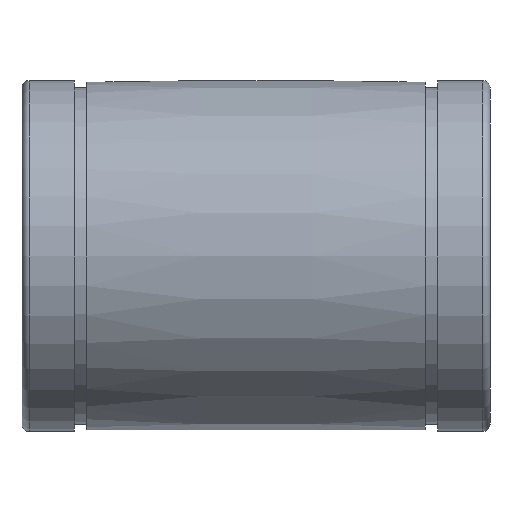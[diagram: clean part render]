
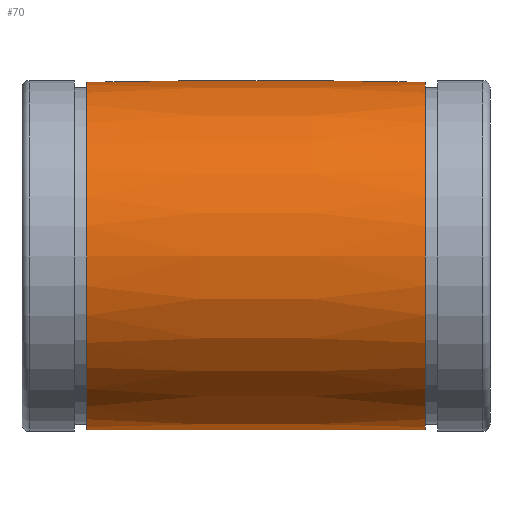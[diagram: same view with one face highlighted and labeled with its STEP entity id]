
A CAD part, front view. The second image highlights one B-rep face of the part: STEP entity #70.
In plain terms, the highlighted free-form (B-spline) face has degree [3, 3] with [4, 7] control points.
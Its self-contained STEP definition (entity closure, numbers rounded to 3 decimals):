
#70 = ADVANCED_FACE( '', ( #149, #150 ), #151, .T. );
#149 = FACE_OUTER_BOUND( '', #220, .T. );
#150 = FACE_OUTER_BOUND( '', #221, .T. );
#151 = ( BOUNDED_SURFACE(  )B_SPLINE_SURFACE( 3, 3, ( ( #224, #225, #226, #227, #228, #229, #230 ), ( #231, #232, #233, #234, #235, #236, #237 ), ( #238, #239, #240, #241, #242, #243, #244 ), ( #245, #246, #247, #248, #249, #250, #251 ) ), .UNSPECIFIED., .F., .T., .F. )B_SPLINE_SURFACE_WITH_KNOTS( ( 4, 4 ), ( 4, 3, 4 ), ( 0., 6.283 ), ( -0.021, 0., 0.021 ), .UNSPECIFIED. )GEOMETRIC_REPRESENTATION_ITEM(  )RATIONAL_B_SPLINE_SURFACE( ( ( 1., 0.333, 0.333, 1., 0.333, 0.333, 1. ), ( 1., 0.333, 0.333, 1., 0.333, 0.333, 1. ), ( 1., 0.333, 0.333, 1., 0.333, 0.333, 1. ), ( 1., 0.333, 0.333, 1., 0.333, 0.333, 1. ) ) )REPRESENTATION_ITEM( '' )SURFACE(  ) );
#220 = EDGE_LOOP( '', ( #349 ) );
#221 = EDGE_LOOP( '', ( #350 ) );
#224 = CARTESIAN_POINT( '', ( 86.15, 0., -37.125 ) );
#225 = CARTESIAN_POINT( '', ( 86.15, 74.25, -37.125 ) );
#226 = CARTESIAN_POINT( '', ( 86.15, 74.25, 37.125 ) );
#227 = CARTESIAN_POINT( '', ( 86.15, 0., 37.125 ) );
#228 = CARTESIAN_POINT( '', ( 86.15, -74.25, 37.125 ) );
#229 = CARTESIAN_POINT( '', ( 86.15, -74.25, -37.125 ) );
#230 = CARTESIAN_POINT( '', ( 86.15, 0., -37.125 ) );
#231 = CARTESIAN_POINT( '', ( 62.052, 0., -37.625 ) );
#232 = CARTESIAN_POINT( '', ( 62.052, 75.25, -37.625 ) );
#233 = CARTESIAN_POINT( '', ( 62.052, 75.25, 37.625 ) );
#234 = CARTESIAN_POINT( '', ( 62.052, 0., 37.625 ) );
#235 = CARTESIAN_POINT( '', ( 62.052, -75.25, 37.625 ) );
#236 = CARTESIAN_POINT( '', ( 62.052, -75.25, -37.625 ) );
#237 = CARTESIAN_POINT( '', ( 62.052, 0., -37.625 ) );
#238 = CARTESIAN_POINT( '', ( 37.948, 0., -37.625 ) );
#239 = CARTESIAN_POINT( '', ( 37.948, 75.25, -37.625 ) );
#240 = CARTESIAN_POINT( '', ( 37.948, 75.25, 37.625 ) );
#241 = CARTESIAN_POINT( '', ( 37.948, 0., 37.625 ) );
#242 = CARTESIAN_POINT( '', ( 37.948, -75.25, 37.625 ) );
#243 = CARTESIAN_POINT( '', ( 37.948, -75.25, -37.625 ) );
#244 = CARTESIAN_POINT( '', ( 37.948, 0., -37.625 ) );
#245 = CARTESIAN_POINT( '', ( 13.85, 0., -37.125 ) );
#246 = CARTESIAN_POINT( '', ( 13.85, 74.25, -37.125 ) );
#247 = CARTESIAN_POINT( '', ( 13.85, 74.25, 37.125 ) );
#248 = CARTESIAN_POINT( '', ( 13.85, 0., 37.125 ) );
#249 = CARTESIAN_POINT( '', ( 13.85, -74.25, 37.125 ) );
#250 = CARTESIAN_POINT( '', ( 13.85, -74.25, -37.125 ) );
#251 = CARTESIAN_POINT( '', ( 13.85, 0., -37.125 ) );
#349 = ORIENTED_EDGE( '', *, *, #374, .T. );
#350 = ORIENTED_EDGE( '', *, *, #377, .F. );
#374 = EDGE_CURVE( '', #419, #419, #420, .T. );
#377 = EDGE_CURVE( '', #423, #423, #424, .T. );
#419 = VERTEX_POINT( '', #467 );
#420 = CIRCLE( '', #468, 37.125 );
#423 = VERTEX_POINT( '', #471 );
#424 = CIRCLE( '', #472, 37.125 );
#467 = CARTESIAN_POINT( '', ( 13.85, 0., -37.125 ) );
#468 = AXIS2_PLACEMENT_3D( '', #518, #519, #520 );
#471 = CARTESIAN_POINT( '', ( 86.15, 0., -37.125 ) );
#472 = AXIS2_PLACEMENT_3D( '', #521, #522, #523 );
#518 = CARTESIAN_POINT( '', ( 13.85, 0., 0. ) );
#519 = DIRECTION( '', ( 1., 0., 0. ) );
#520 = DIRECTION( '', ( 0., 0., -1. ) );
#521 = CARTESIAN_POINT( '', ( 86.15, 0., 0. ) );
#522 = DIRECTION( '', ( 1., 0., 0. ) );
#523 = DIRECTION( '', ( 0., 0., -1. ) );
